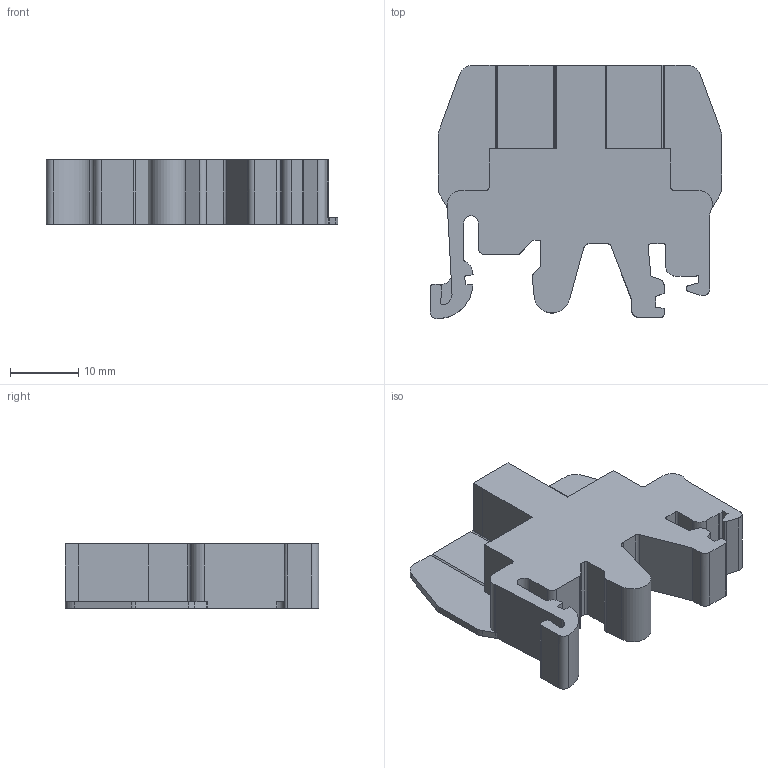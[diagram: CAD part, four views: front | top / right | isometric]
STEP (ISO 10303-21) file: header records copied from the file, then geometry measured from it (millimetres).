
FILE_DESCRIPTION (( 'STEP AP214' ), '1' );
FILE_NAME ('326809_CPB 6_Grey.STP', '2013-11-14T06:21:00', ( 'arge' ), ( 'Microsoft' ), 'SwSTEP 2.0', 'SolidWorks 2013', '' );
FILE_SCHEMA (( 'AUTOMOTIVE_DESIGN' ));
Length unit declared in the file: millimetre
Products named in the file (1): 326809_CPB 6_Grey
Bounding box: 42.85 x 37.27 x 9.5 mm (x, y, z)
Volume: 7459.5 mm3; surface area: 4641.2 mm2
Topology: 1 solids, 1 shells, 132 faces, 390 edges, 260 vertices
Faces by surface type: plane 84, cylinder 48
Entity records: 6055 total; most frequent: CARTESIAN_POINT 1071, ORIENTED_EDGE 780, DIRECTION 666, EDGE_CURVE 390, LINE 294, VECTOR 294, VERTEX_POINT 260, AXIS2_PLACEMENT_3D 186
